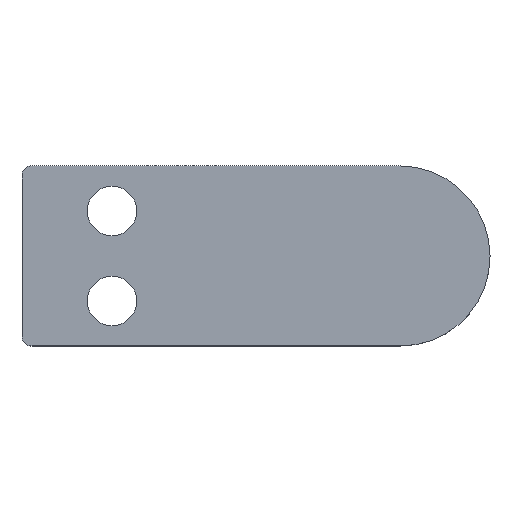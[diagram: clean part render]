
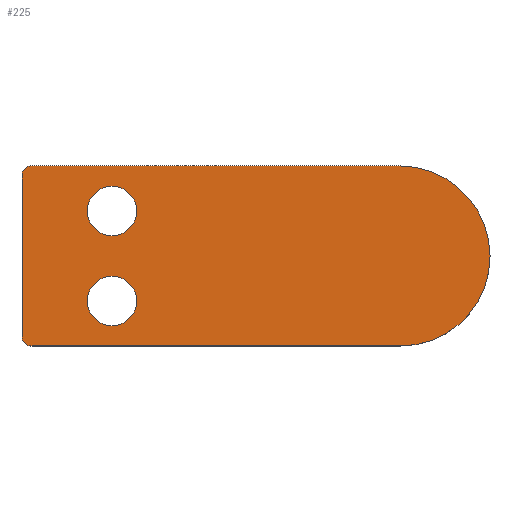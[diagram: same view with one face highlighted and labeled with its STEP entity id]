
A CAD part, top view. The second image highlights one B-rep face of the part: STEP entity #225.
In plain terms, the highlighted planar face has unit normal (0, 0, 1).
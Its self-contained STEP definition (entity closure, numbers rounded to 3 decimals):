
#15=FACE_BOUND('',#46,.T.);
#16=FACE_BOUND('',#47,.T.);
#23=PLANE('',#268);
#33=FACE_OUTER_BOUND('',#45,.T.);
#45=EDGE_LOOP('',(#183,#184,#185,#186,#187,#188,#189,#190));
#46=EDGE_LOOP('',(#191));
#47=EDGE_LOOP('',(#192));
#55=LINE('',#360,#73);
#59=LINE('',#369,#77);
#66=LINE('',#386,#84);
#70=LINE('',#398,#88);
#73=VECTOR('',#294,18.);
#77=VECTOR('',#300,41.05);
#84=VECTOR('',#315,0.05);
#88=VECTOR('',#327,41.);
#90=CIRCLE('',#254,2.75);
#92=CIRCLE('',#257,2.75);
#94=CIRCLE('',#262,9.95);
#96=CIRCLE('',#266,10.);
#97=CIRCLE('',#269,1.);
#98=CIRCLE('',#270,1.);
#102=VERTEX_POINT('',#348);
#104=VERTEX_POINT('',#354);
#105=VERTEX_POINT('',#358);
#106=VERTEX_POINT('',#359);
#109=VERTEX_POINT('',#367);
#110=VERTEX_POINT('',#368);
#114=VERTEX_POINT('',#378);
#116=VERTEX_POINT('',#384);
#118=VERTEX_POINT('',#390);
#120=VERTEX_POINT('',#396);
#123=EDGE_CURVE('',#102,#102,#90,.T.);
#126=EDGE_CURVE('',#104,#104,#92,.T.);
#127=EDGE_CURVE('',#105,#106,#55,.T.);
#131=EDGE_CURVE('',#109,#110,#59,.T.);
#137=EDGE_CURVE('',#110,#114,#94,.T.);
#140=EDGE_CURVE('',#114,#116,#66,.T.);
#143=EDGE_CURVE('',#116,#118,#96,.T.);
#146=EDGE_CURVE('',#118,#120,#70,.T.);
#147=EDGE_CURVE('',#120,#105,#97,.T.);
#148=EDGE_CURVE('',#106,#109,#98,.T.);
#183=ORIENTED_EDGE('',*,*,#146,.T.);
#184=ORIENTED_EDGE('',*,*,#147,.T.);
#185=ORIENTED_EDGE('',*,*,#127,.T.);
#186=ORIENTED_EDGE('',*,*,#148,.T.);
#187=ORIENTED_EDGE('',*,*,#131,.T.);
#188=ORIENTED_EDGE('',*,*,#137,.T.);
#189=ORIENTED_EDGE('',*,*,#140,.T.);
#190=ORIENTED_EDGE('',*,*,#143,.T.);
#191=ORIENTED_EDGE('',*,*,#126,.F.);
#192=ORIENTED_EDGE('',*,*,#123,.F.);
#225=ADVANCED_FACE('',(#33,#15,#16),#23,.T.);
#254=AXIS2_PLACEMENT_3D('',#350,#283,#284);
#257=AXIS2_PLACEMENT_3D('',#356,#290,#291);
#262=AXIS2_PLACEMENT_3D('',#380,#309,#310);
#266=AXIS2_PLACEMENT_3D('',#392,#321,#322);
#268=AXIS2_PLACEMENT_3D('',#399,#328,#329);
#269=AXIS2_PLACEMENT_3D('',#400,#330,#331);
#270=AXIS2_PLACEMENT_3D('',#401,#332,#333);
#283=DIRECTION('center_axis',(0.,0.,1.));
#284=DIRECTION('ref_axis',(0.,1.,0.));
#290=DIRECTION('center_axis',(0.,0.,1.));
#291=DIRECTION('ref_axis',(0.,1.,0.));
#294=DIRECTION('',(0.,-1.,0.));
#300=DIRECTION('',(1.,0.,0.));
#309=DIRECTION('center_axis',(0.,0.,1.));
#310=DIRECTION('ref_axis',(-1.,0.,0.));
#315=DIRECTION('',(0.,1.,0.));
#321=DIRECTION('center_axis',(0.,0.,1.));
#322=DIRECTION('ref_axis',(1.,0.,0.));
#327=DIRECTION('',(-1.,0.,0.));
#328=DIRECTION('center_axis',(0.,0.,1.));
#329=DIRECTION('ref_axis',(1.,0.,0.));
#330=DIRECTION('center_axis',(0.,0.,1.));
#331=DIRECTION('ref_axis',(1.,0.,0.));
#332=DIRECTION('center_axis',(0.,0.,1.));
#333=DIRECTION('ref_axis',(1.,0.,0.));
#348=CARTESIAN_POINT('',(10.,2.25,3.));
#350=CARTESIAN_POINT('Origin',(10.,5.,3.));
#354=CARTESIAN_POINT('',(10.,-7.75,3.));
#356=CARTESIAN_POINT('Origin',(10.,-5.,3.));
#358=CARTESIAN_POINT('',(0.,9.,3.));
#359=CARTESIAN_POINT('',(0.,-9.,3.));
#360=CARTESIAN_POINT('',(0.,9.,3.));
#367=CARTESIAN_POINT('',(1.,-10.,3.));
#368=CARTESIAN_POINT('',(42.05,-10.,3.));
#369=CARTESIAN_POINT('',(1.,-10.,3.));
#378=CARTESIAN_POINT('',(52.,-0.05,3.));
#380=CARTESIAN_POINT('Origin',(42.05,-0.05,3.));
#384=CARTESIAN_POINT('',(52.,0.,3.));
#386=CARTESIAN_POINT('',(52.,-0.05,3.));
#390=CARTESIAN_POINT('',(42.,10.,3.));
#392=CARTESIAN_POINT('Origin',(42.,0.,3.));
#396=CARTESIAN_POINT('',(1.,10.,3.));
#398=CARTESIAN_POINT('',(42.,10.,3.));
#399=CARTESIAN_POINT('Origin',(-2.6,-11.,3.));
#400=CARTESIAN_POINT('Origin',(1.,9.,3.));
#401=CARTESIAN_POINT('Origin',(1.,-9.,3.));
